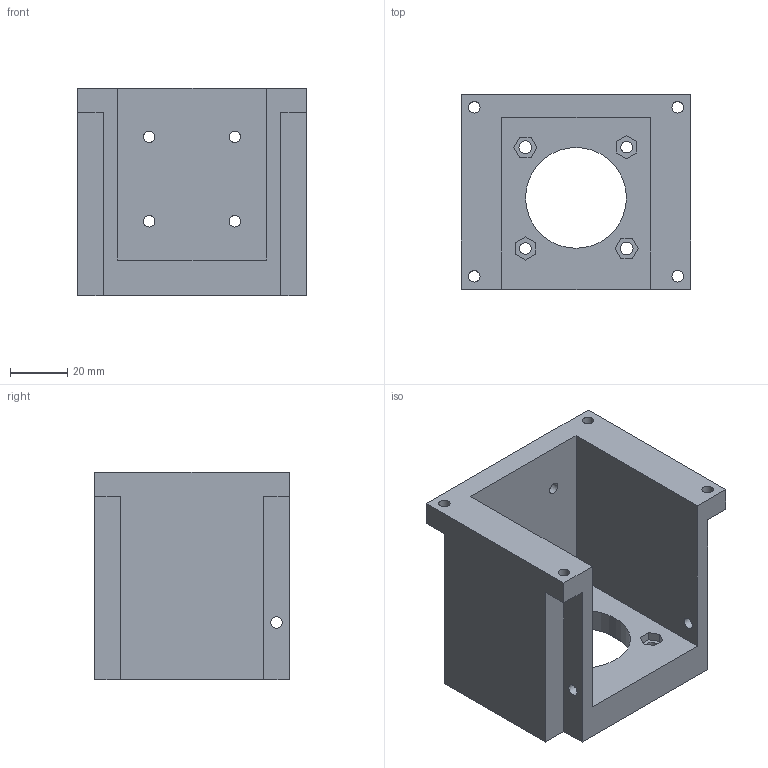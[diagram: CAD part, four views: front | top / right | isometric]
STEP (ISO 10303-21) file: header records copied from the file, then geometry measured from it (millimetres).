
FILE_DESCRIPTION(/* description */ (''),/* implementation_level */ '2;1');
FILE_NAME(/* name */ '',/* time_stamp */ '2023-09-23T10:47:47+08:00',/* author */ (''),/* organization */ (''),/* preprocessor_version */ 'ST-DEVELOPER v20',/* originating_system */ 'Autodesk Translation Framework v12.9.0.99',/* authorisation */ '');
FILE_SCHEMA (('AUTOMOTIVE_DESIGN { 1 0 10303 214 3 1 1 }'));
Length unit declared in the file: millimetre
Products named in the file (1): 底座3(胚子)
Bounding box: 80 x 68 x 72.5 mm (x, y, z)
Volume: 168251 mm3; surface area: 40540.4 mm2
Topology: 1 solids, 1 shells, 98 faces, 261 edges, 174 vertices
Faces by surface type: plane 83, cylinder 15
Full cylindrical faces by diameter (mm): 4 x12, 4.5 x2, 35.2 x1
Entity records: 3115 total; most frequent: CARTESIAN_POINT 534, ORIENTED_EDGE 522, DIRECTION 489, EDGE_CURVE 261, LINE 231, VECTOR 231, VERTEX_POINT 174, EDGE_LOOP 137
